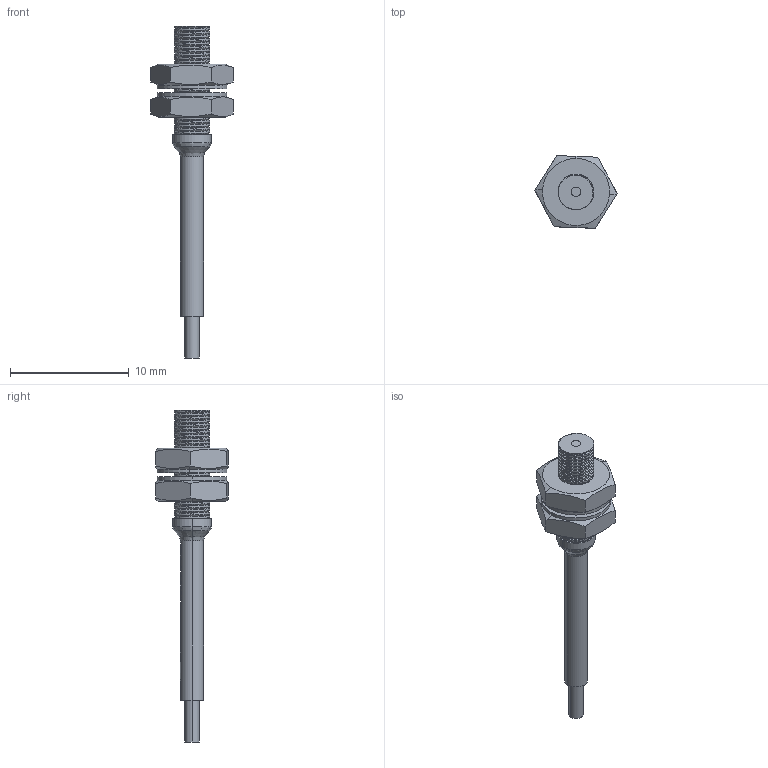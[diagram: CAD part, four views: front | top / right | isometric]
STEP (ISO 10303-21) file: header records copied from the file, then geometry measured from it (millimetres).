
FILE_DESCRIPTION (( 'STEP AP214' ), '1' );
FILE_NAME ('FOACAMPTW79_3D.STEP', '2022-02-03T21:33:54', ( '' ), ( '' ), 'SwSTEP 2.0', 'SolidWorks 2021', '' );
FILE_SCHEMA (( 'AUTOMOTIVE_DESIGN' ));
Length unit declared in the file: inch
Products named in the file (1): FOACAMPTW79_3D
Bounding box: 6.92 x 6.13 x 28 mm (x, y, z)
Volume: 202.2 mm3; surface area: 605.2 mm2
Topology: 4 solids, 4 shells, 311 faces, 820 edges, 542 vertices
Faces by surface type: plane 173, cylinder 96, bspline 25, cone 17
Entity records: 13710 total; most frequent: CARTESIAN_POINT 6473, ORIENTED_EDGE 1640, DIRECTION 1295, EDGE_CURVE 820, VERTEX_POINT 542, LINE 469, VECTOR 469, AXIS2_PLACEMENT_3D 413
